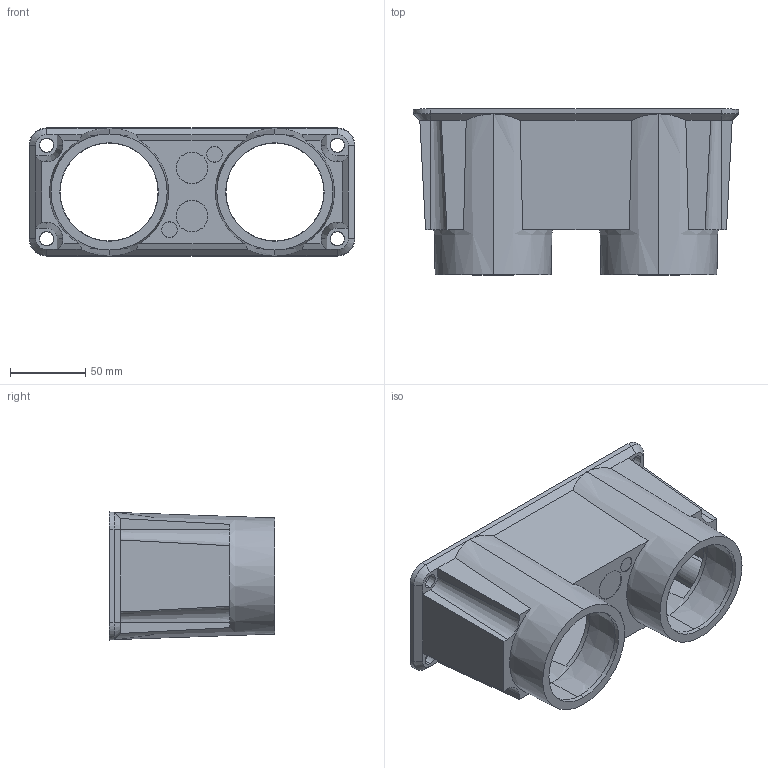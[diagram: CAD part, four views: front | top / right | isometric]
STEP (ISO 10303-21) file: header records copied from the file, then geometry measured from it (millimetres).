
FILE_DESCRIPTION (( 'STEP AP214' ), '1' );
FILE_NAME ('FIBOX EPA-2260.STEP', '2015-10-23T06:37:32', ( '' ), ( '' ), 'SwSTEP 2.0', 'SolidWorks 2014', '' );
FILE_SCHEMA (( 'AUTOMOTIVE_DESIGN' ));
Length unit declared in the file: millimetre
Products named in the file (1): FIBOX EPA-2260
Bounding box: 216 x 110 x 85 mm (x, y, z)
Volume: 206596.8 mm3; surface area: 130956.8 mm2
Topology: 1 solids, 1 shells, 129 faces, 338 edges, 216 vertices
Faces by surface type: plane 67, cone 58, bspline 4
Entity records: 4034 total; most frequent: CARTESIAN_POINT 832, ORIENTED_EDGE 676, DIRECTION 666, EDGE_CURVE 338, AXIS2_PLACEMENT_3D 242, VERTEX_POINT 216, LINE 182, VECTOR 182
